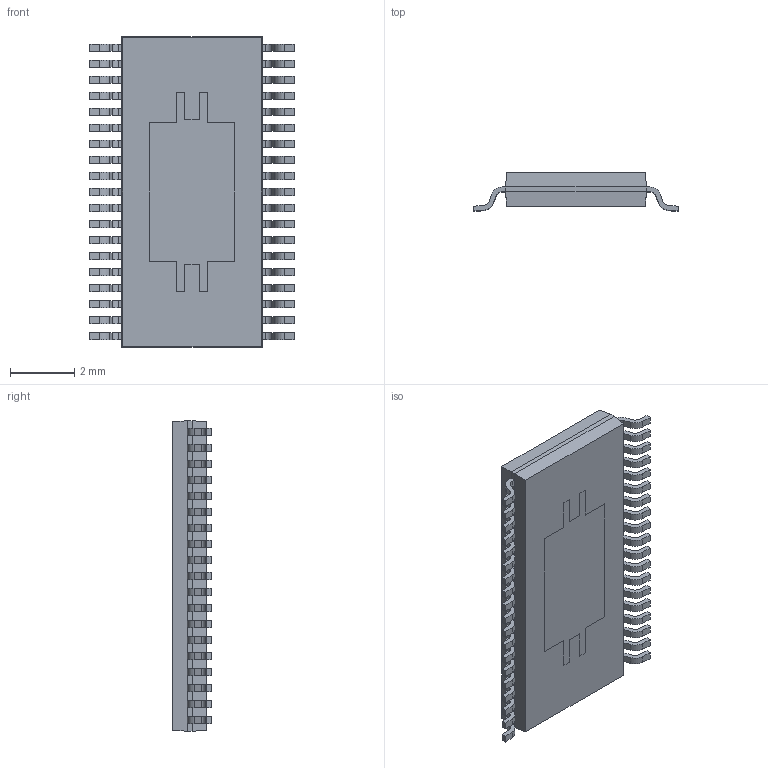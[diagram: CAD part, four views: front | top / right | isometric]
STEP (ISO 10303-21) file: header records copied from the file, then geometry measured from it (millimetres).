
FILE_DESCRIPTION (( 'STEP AP214' ), '1' );
FILE_NAME ('TAS5806MDCPR.STEP', '2019-08-27T06:19:58', ( '' ), ( '' ), 'SwSTEP 2.0', 'SolidWorks 2017', '' );
FILE_SCHEMA (( 'AUTOMOTIVE_DESIGN' ));
Length unit declared in the file: millimetre
Products named in the file (1): TAS5806MDCPR
Bounding box: 6.4 x 1.2 x 9.7 mm (x, y, z)
Volume: 45.9 mm3; surface area: 181.4 mm2
Topology: 40 solids, 40 shells, 592 faces, 1522 edges, 1012 vertices
Faces by surface type: plane 438, cylinder 154
Entity records: 18275 total; most frequent: CARTESIAN_POINT 3127, ORIENTED_EDGE 3044, DIRECTION 3016, EDGE_CURVE 1522, VECTOR 1214, LINE 1214, VERTEX_POINT 1012, AXIS2_PLACEMENT_3D 901
